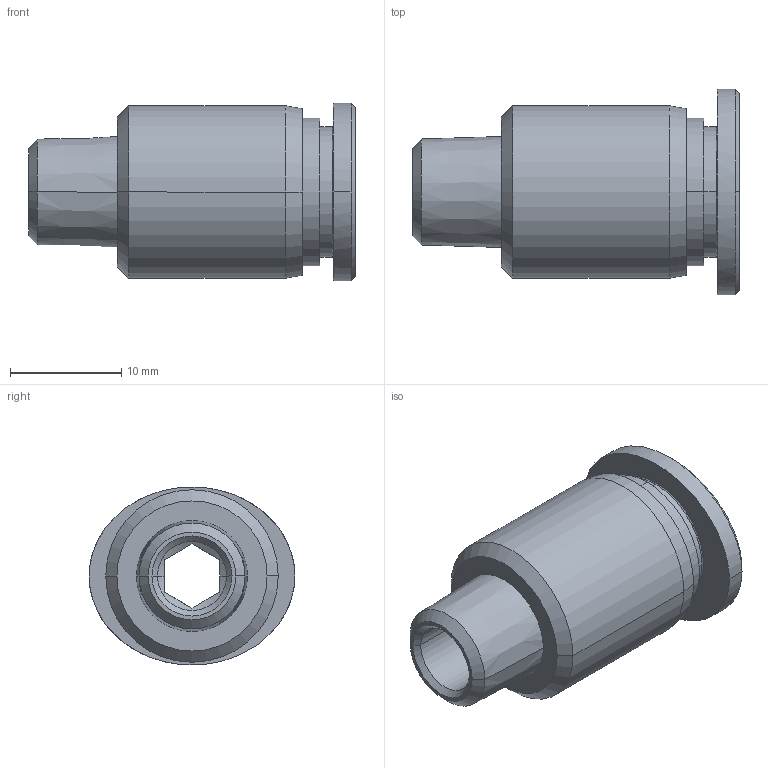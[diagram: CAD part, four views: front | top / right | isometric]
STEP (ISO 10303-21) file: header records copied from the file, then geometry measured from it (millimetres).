
FILE_DESCRIPTION (( 'STEP AP214' ), '1' );
FILE_NAME ('POC10-01.stp', '2015-10-21T07:03:52', ( '' ), ( '' ), 'SwSTEP 2.0', 'SolidWorks 2015', '' );
FILE_SCHEMA (( 'AUTOMOTIVE_DESIGN' ));
Length unit declared in the file: millimetre
Products named in the file (2): POC10-01; ｦ+ﾃｦ1
Assembly tree (1 placements, depth 2):
  POC10-01
    ｦ+ﾃｦ1
Bounding box: 29.4 x 18.5 x 16 mm (x, y, z)
Volume: 2642.4 mm3; surface area: 2581.2 mm2
Topology: 1 solids, 1 shells, 426 faces, 1210 edges, 802 vertices
Faces by surface type: plane 389, cone 16, cylinder 12, bspline 9
Entity records: 14640 total; most frequent: CARTESIAN_POINT 3218, ORIENTED_EDGE 2420, DIRECTION 2064, EDGE_CURVE 1210, VECTOR 1142, LINE 1142, VERTEX_POINT 802, AXIS2_PLACEMENT_3D 461
